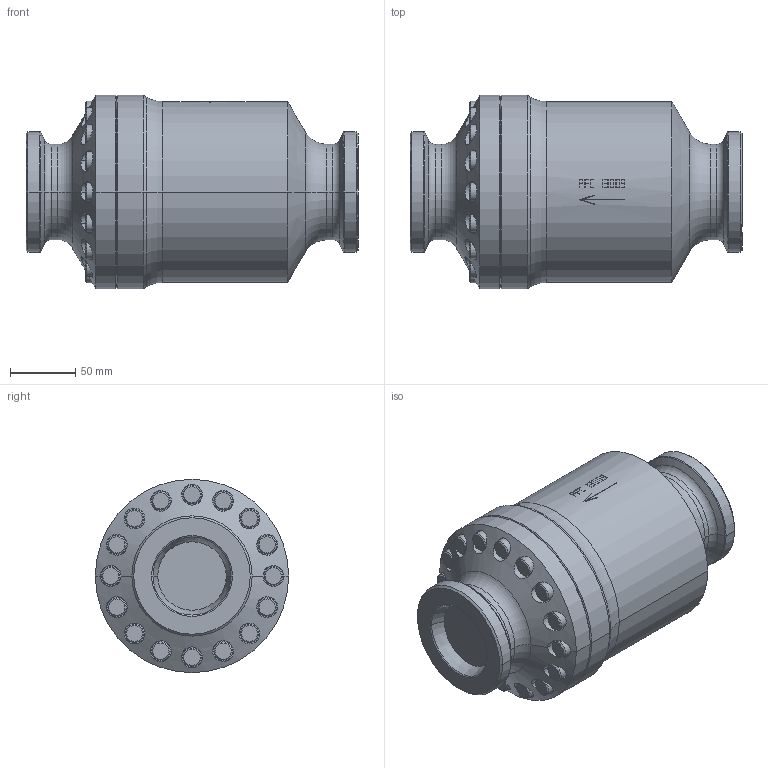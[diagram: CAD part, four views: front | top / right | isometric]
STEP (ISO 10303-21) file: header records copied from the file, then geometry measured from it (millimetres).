
FILE_DESCRIPTION (( 'STEP AP203' ), '1' );
FILE_NAME ('13009000 D Whole.STEP', '2015-01-30T22:13:45', ( '' ), ( '' ), 'SwSTEP 2.0', 'SolidWorks 2015', '' );
FILE_SCHEMA (( 'CONFIG_CONTROL_DESIGN' ));
Length unit declared in the file: inch
Products named in the file (1): 13009000 D Whole
Bounding box: 254 x 147.96 x 147.96 mm (x, y, z)
Volume: 2980777.5 mm3; surface area: 140149.9 mm2
Topology: 1 solids, 1 shells, 280 faces, 615 edges, 382 vertices
Faces by surface type: plane 111, cylinder 91, cone 58, torus 14, bspline 6
Entity records: 9197 total; most frequent: CARTESIAN_POINT 2833, DIRECTION 1390, ORIENTED_EDGE 1230, EDGE_CURVE 615, AXIS2_PLACEMENT_3D 551, VERTEX_POINT 382, EDGE_LOOP 325, LINE 288
